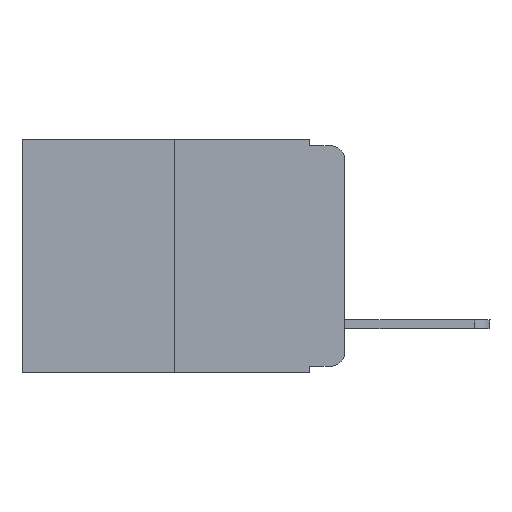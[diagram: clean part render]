
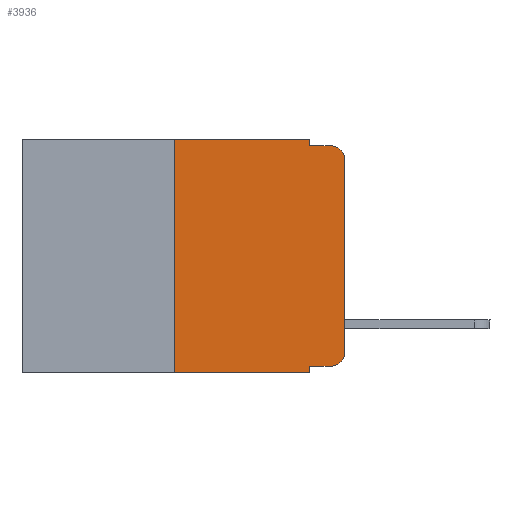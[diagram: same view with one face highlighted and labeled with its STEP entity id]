
A CAD part, left-side view. The second image highlights one B-rep face of the part: STEP entity #3936.
In plain terms, the highlighted planar face has unit normal (-1, 0, 0).
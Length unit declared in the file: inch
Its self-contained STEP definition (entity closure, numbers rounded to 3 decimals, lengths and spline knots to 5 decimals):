
#273 = ORIENTED_EDGE ( 'NONE', *, *, #7550, .F. ) ;
#751 = CARTESIAN_POINT ( 'NONE',  ( 0., 0., 0. ) ) ;
#884 = DIRECTION ( 'NONE',  ( 0., 0., 1. ) ) ;
#1023 = DIRECTION ( 'NONE',  ( 0., 0., -1. ) ) ;
#1146 = CARTESIAN_POINT ( 'NONE',  ( 0., 0.473, 0. ) ) ;
#1543 = CIRCLE ( 'NONE', #10975, 0.02 ) ;
#1994 = CARTESIAN_POINT ( 'NONE',  ( 0., 0.25, -0.343 ) ) ;
#2025 = LINE ( 'NONE', #23230, #24953 ) ;
#2451 = VECTOR ( 'NONE', #15747, 39.37008 ) ;
#2479 = AXIS2_PLACEMENT_3D ( 'NONE', #14786, #13118, #17096 ) ;
#2687 = CARTESIAN_POINT ( 'NONE',  ( 0., 0.473, -0.343 ) ) ;
#2838 = DIRECTION ( 'NONE',  ( 0., -1., 0. ) ) ;
#3043 = EDGE_CURVE ( 'NONE', #10659, #7525, #16300, .T. ) ;
#3936 = ADVANCED_FACE ( 'NONE', ( #16661 ), #24658, .F. ) ;
#3995 = EDGE_CURVE ( 'NONE', #16897, #6864, #18846, .T. ) ;
#4305 = CARTESIAN_POINT ( 'NONE',  ( 0., 0.051, 0. ) ) ;
#4696 = VERTEX_POINT ( 'NONE', #24190 ) ;
#4730 = VERTEX_POINT ( 'NONE', #6945 ) ;
#4742 = AXIS2_PLACEMENT_3D ( 'NONE', #1146, #12688, #1023 ) ;
#5360 = VECTOR ( 'NONE', #17907, 39.37008 ) ;
#5444 = ORIENTED_EDGE ( 'NONE', *, *, #24425, .F. ) ;
#5609 = ORIENTED_EDGE ( 'NONE', *, *, #3995, .T. ) ;
#6225 = DIRECTION ( 'NONE',  ( 0., 0., -1. ) ) ;
#6297 = VERTEX_POINT ( 'NONE', #14357 ) ;
#6446 = ORIENTED_EDGE ( 'NONE', *, *, #8935, .F. ) ;
#6847 = DIRECTION ( 'NONE',  ( 0., 0., -1. ) ) ;
#6864 = VERTEX_POINT ( 'NONE', #18699 ) ;
#6945 = CARTESIAN_POINT ( 'NONE',  ( 0., 0.02, -0.01 ) ) ;
#7224 = EDGE_CURVE ( 'NONE', #6297, #4730, #1543, .T. ) ;
#7525 = VERTEX_POINT ( 'NONE', #21155 ) ;
#7550 = EDGE_CURVE ( 'NONE', #14405, #4730, #2025, .T. ) ;
#7927 = CARTESIAN_POINT ( 'NONE',  ( 0., 0.25, 0. ) ) ;
#8052 = CARTESIAN_POINT ( 'NONE',  ( 0., 0.051, -0.01 ) ) ;
#8464 = ORIENTED_EDGE ( 'NONE', *, *, #16004, .T. ) ;
#8478 = VERTEX_POINT ( 'NONE', #13374 ) ;
#8935 = EDGE_CURVE ( 'NONE', #16897, #8478, #23736, .T. ) ;
#9645 = VECTOR ( 'NONE', #884, 39.37008 ) ;
#10279 = VECTOR ( 'NONE', #24410, 39.37008 ) ;
#10415 = EDGE_CURVE ( 'NONE', #10659, #6864, #15079, .T. ) ;
#10452 = CARTESIAN_POINT ( 'NONE',  ( 0., 0.051, -0.333 ) ) ;
#10584 = VERTEX_POINT ( 'NONE', #17911 ) ;
#10659 = VERTEX_POINT ( 'NONE', #10452 ) ;
#10975 = AXIS2_PLACEMENT_3D ( 'NONE', #11195, #24348, #6847 ) ;
#11195 = CARTESIAN_POINT ( 'NONE',  ( 0., 0.02, -0.03 ) ) ;
#11320 = ORIENTED_EDGE ( 'NONE', *, *, #22451, .T. ) ;
#11945 = EDGE_CURVE ( 'NONE', #8478, #4696, #13797, .T. ) ;
#12133 = VECTOR ( 'NONE', #18345, 39.37008 ) ;
#12403 = VECTOR ( 'NONE', #6225, 39.37008 ) ;
#12688 = DIRECTION ( 'NONE',  ( 1., 0., 0. ) ) ;
#13118 = DIRECTION ( 'NONE',  ( -1., 0., 0. ) ) ;
#13374 = CARTESIAN_POINT ( 'NONE',  ( 0., 0.25, 0. ) ) ;
#13797 = LINE ( 'NONE', #23336, #5360 ) ;
#13801 = LINE ( 'NONE', #4305, #12403 ) ;
#14357 = CARTESIAN_POINT ( 'NONE',  ( 0., 0., -0.03 ) ) ;
#14405 = VERTEX_POINT ( 'NONE', #8052 ) ;
#14786 = CARTESIAN_POINT ( 'NONE',  ( 0., 0.02, -0.313 ) ) ;
#15079 = LINE ( 'NONE', #25017, #10279 ) ;
#15084 = EDGE_LOOP ( 'NONE', ( #8464, #21681, #273, #5444, #24377, #6446, #5609, #17888, #16574, #11320 ) ) ;
#15747 = DIRECTION ( 'NONE',  ( 0., 0., 1. ) ) ;
#16004 = EDGE_CURVE ( 'NONE', #10584, #6297, #16395, .T. ) ;
#16300 = LINE ( 'NONE', #24177, #18098 ) ;
#16395 = LINE ( 'NONE', #751, #9645 ) ;
#16574 = ORIENTED_EDGE ( 'NONE', *, *, #3043, .T. ) ;
#16661 = FACE_OUTER_BOUND ( 'NONE', #15084, .T. ) ;
#16897 = VERTEX_POINT ( 'NONE', #1994 ) ;
#17096 = DIRECTION ( 'NONE',  ( 0., 0., -1. ) ) ;
#17812 = DIRECTION ( 'NONE',  ( 0., -1., 0. ) ) ;
#17888 = ORIENTED_EDGE ( 'NONE', *, *, #10415, .F. ) ;
#17907 = DIRECTION ( 'NONE',  ( 0., -1., 0. ) ) ;
#17911 = CARTESIAN_POINT ( 'NONE',  ( 0., 0., -0.313 ) ) ;
#18098 = VECTOR ( 'NONE', #2838, 39.37008 ) ;
#18345 = DIRECTION ( 'NONE',  ( 0., -1., 0. ) ) ;
#18699 = CARTESIAN_POINT ( 'NONE',  ( 0., 0.051, -0.343 ) ) ;
#18846 = LINE ( 'NONE', #2687, #12133 ) ;
#21155 = CARTESIAN_POINT ( 'NONE',  ( 0., 0.02, -0.333 ) ) ;
#21681 = ORIENTED_EDGE ( 'NONE', *, *, #7224, .T. ) ;
#22451 = EDGE_CURVE ( 'NONE', #7525, #10584, #22988, .T. ) ;
#22988 = CIRCLE ( 'NONE', #2479, 0.02 ) ;
#23230 = CARTESIAN_POINT ( 'NONE',  ( 0., 0.051, -0.01 ) ) ;
#23336 = CARTESIAN_POINT ( 'NONE',  ( 0., 0.473, 0. ) ) ;
#23736 = LINE ( 'NONE', #7927, #2451 ) ;
#24177 = CARTESIAN_POINT ( 'NONE',  ( 0., 0.051, -0.333 ) ) ;
#24190 = CARTESIAN_POINT ( 'NONE',  ( 0., 0.051, 0. ) ) ;
#24348 = DIRECTION ( 'NONE',  ( -1., 0., 0. ) ) ;
#24377 = ORIENTED_EDGE ( 'NONE', *, *, #11945, .F. ) ;
#24410 = DIRECTION ( 'NONE',  ( 0., 0., -1. ) ) ;
#24425 = EDGE_CURVE ( 'NONE', #4696, #14405, #13801, .T. ) ;
#24658 = PLANE ( 'NONE',  #4742 ) ;
#24953 = VECTOR ( 'NONE', #17812, 39.37008 ) ;
#25017 = CARTESIAN_POINT ( 'NONE',  ( 0., 0.051, 0. ) ) ;
